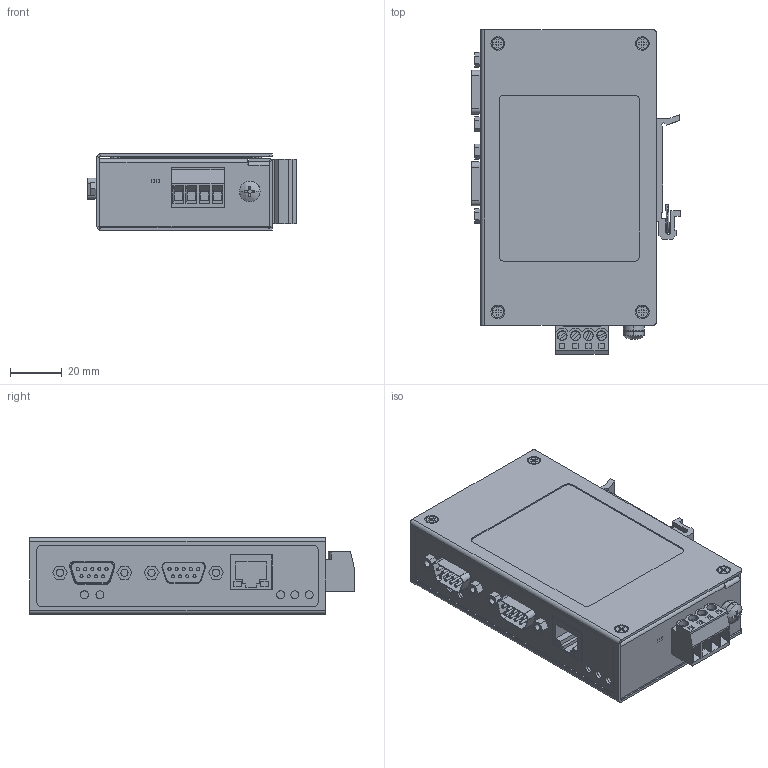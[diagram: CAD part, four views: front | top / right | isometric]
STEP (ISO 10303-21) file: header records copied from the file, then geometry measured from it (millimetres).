
FILE_DESCRIPTION (( 'STEP AP214' ), '1' );
FILE_NAME ('SGW-MB1512-T.STEP', '2018-04-04T10:57:14', ( '' ), ( '' ), 'SwSTEP 2.0', 'SolidWorks 2017', '' );
FILE_SCHEMA (( 'AUTOMOTIVE_DESIGN' ));
Length unit declared in the file: inch
Products named in the file (22): 25-40000_2; 5KOU-ADC-00_ASM_15_ASM_ASM; 4P-508-ADC_2; M4__1; POWERCONNECTER4_1; DB9-GONGTOU00_3; 107022033-1-1RJ45-OPAL5_1; MU-M4-PDM__1; OuterSheet; 30MM_______ASM_ASM_ASM; PCB-OPAL5G-MB__ASM_11_ASM_ASM; 30MM__ASM_ASM_ASM; SGW-MB1512-T; PCB-OPAL5G__ASM_4_ASM_ASM; M3-6LUODING_1; InsideSheet; 5KOU-ADC-00_ASM_ASM_ASM; KAHUANG25MMM_1; 106010001-BOMA-2__1; 25MM__ASM_ASM; ____25; 106020004-RESET-ZHAOHUA_1
Assembly tree (30 placements, depth 6):
  SGW-MB1512-T
    5KOU-ADC-00_ASM_ASM_ASM
      5KOU-ADC-00_ASM_15_ASM_ASM
        OuterSheet
        PCB-OPAL5G__ASM_4_ASM_ASM
          PCB-OPAL5G-MB__ASM_11_ASM_ASM
            106010001-BOMA-2__1
            4P-508-ADC_2
        MU-M4-PDM__1
        DB9-GONGTOU00_3  x2
        106020004-RESET-ZHAOHUA_1
        POWERCONNECTER4_1
        M4__1
        InsideSheet
      107022033-1-1RJ45-OPAL5_1
      25-40000_2  x8
      25MM__ASM_ASM
        30MM__ASM_ASM_ASM
          30MM_______ASM_ASM_ASM
            ____25
          KAHUANG25MMM_1
      M3-6LUODING_1  x2
Bounding box: 80.8 x 125.75 x 29.62 mm (x, y, z)
Volume: 48627.9 mm3; surface area: 86732.7 mm2
Topology: 43 solids, 43 shells, 1191 faces, 2890 edges, 1866 vertices
Faces by surface type: plane 707, cylinder 352, cone 100, bspline 32
Entity records: 30357 total; most frequent: CARTESIAN_POINT 5772, DIRECTION 4724, ORIENTED_EDGE 4484, EDGE_CURVE 2242, AXIS2_PLACEMENT_3D 1598, VECTOR 1528, LINE 1528, VERTEX_POINT 1438
